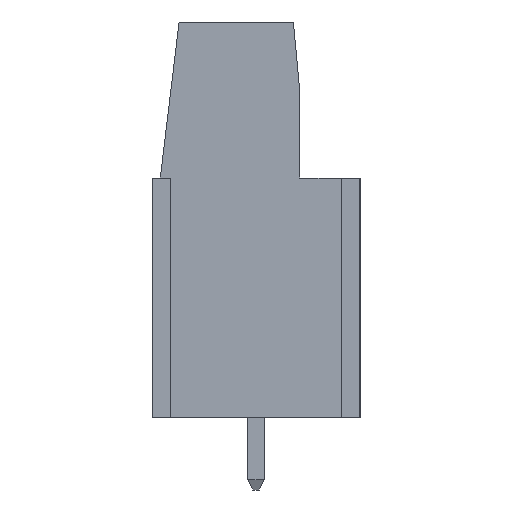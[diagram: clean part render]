
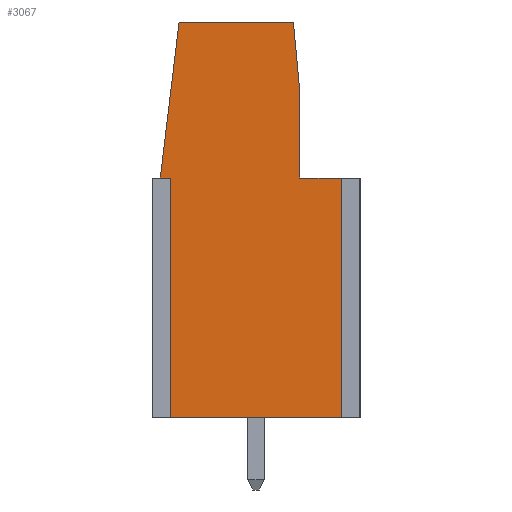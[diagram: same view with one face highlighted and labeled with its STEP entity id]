
A CAD part, left-side view. The second image highlights one B-rep face of the part: STEP entity #3067.
In plain terms, the highlighted planar face has unit normal (-1, 0, 0).
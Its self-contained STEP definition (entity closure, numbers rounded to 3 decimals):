
#72=DIRECTION('',(0.,1.,0.));
#73=VECTOR('',#72,0.3);
#74=CARTESIAN_POINT('',(-20.32,4.3,-7.5));
#75=LINE('',#74,#73);
#76=DIRECTION('',(0.,-0.119,0.993));
#77=VECTOR('',#76,7.554);
#78=CARTESIAN_POINT('',(-20.32,4.6,-7.5));
#79=LINE('',#78,#77);
#80=DIRECTION('',(0.,-1.,0.));
#81=VECTOR('',#80,5.5);
#82=CARTESIAN_POINT('',(-20.32,3.7,0.));
#83=LINE('',#82,#81);
#84=DIRECTION('',(0.,-0.091,-0.996));
#85=VECTOR('',#84,3.314);
#86=CARTESIAN_POINT('',(-20.32,-1.8,0.));
#87=LINE('',#86,#85);
#88=DIRECTION('',(0.,0.,-1.));
#89=VECTOR('',#88,4.2);
#90=CARTESIAN_POINT('',(-20.32,-2.1,-3.3));
#91=LINE('',#90,#89);
#92=DIRECTION('',(0.,-1.,0.));
#93=VECTOR('',#92,2.2);
#94=CARTESIAN_POINT('',(-20.32,-2.1,-7.5));
#95=LINE('',#94,#93);
#96=DIRECTION('',(0.,0.,1.));
#97=VECTOR('',#96,11.5);
#98=CARTESIAN_POINT('',(-20.32,-4.3,-19.));
#99=LINE('',#98,#97);
#100=DIRECTION('',(0.,1.,0.));
#101=VECTOR('',#100,8.6);
#102=CARTESIAN_POINT('',(-20.32,-4.3,-19.));
#103=LINE('',#102,#101);
#104=DIRECTION('',(0.,0.,1.));
#105=VECTOR('',#104,11.5);
#106=CARTESIAN_POINT('',(-20.32,4.3,-19.));
#107=LINE('',#106,#105);
#2332=CARTESIAN_POINT('',(-20.32,3.7,0.));
#2333=CARTESIAN_POINT('',(-20.32,-1.8,0.));
#2334=VERTEX_POINT('',#2332);
#2335=VERTEX_POINT('',#2333);
#2336=CARTESIAN_POINT('',(-20.32,-2.1,-3.3));
#2337=VERTEX_POINT('',#2336);
#2338=CARTESIAN_POINT('',(-20.32,-2.1,-7.5));
#2339=VERTEX_POINT('',#2338);
#2524=CARTESIAN_POINT('',(-20.32,4.3,-7.5));
#2525=CARTESIAN_POINT('',(-20.32,4.6,-7.5));
#2526=VERTEX_POINT('',#2524);
#2527=VERTEX_POINT('',#2525);
#2528=CARTESIAN_POINT('',(-20.32,4.3,-19.));
#2529=VERTEX_POINT('',#2528);
#2530=CARTESIAN_POINT('',(-20.32,-4.3,-19.));
#2531=CARTESIAN_POINT('',(-20.32,-4.3,-7.5));
#2532=VERTEX_POINT('',#2530);
#2533=VERTEX_POINT('',#2531);
#3042=CARTESIAN_POINT('',(-20.32,0.,0.));
#3043=DIRECTION('',(1.,0.,0.));
#3044=DIRECTION('',(0.,0.,-1.));
#3045=AXIS2_PLACEMENT_3D('',#3042,#3043,#3044);
#3046=PLANE('',#3045);
#3048=ORIENTED_EDGE('',*,*,#3047,.T.);
#3050=ORIENTED_EDGE('',*,*,#3049,.T.);
#3052=ORIENTED_EDGE('',*,*,#3051,.T.);
#3054=ORIENTED_EDGE('',*,*,#3053,.T.);
#3056=ORIENTED_EDGE('',*,*,#3055,.T.);
#3058=ORIENTED_EDGE('',*,*,#3057,.T.);
#3060=ORIENTED_EDGE('',*,*,#3059,.F.);
#3062=ORIENTED_EDGE('',*,*,#3061,.T.);
#3064=ORIENTED_EDGE('',*,*,#3063,.T.);
#3065=EDGE_LOOP('',(#3048,#3050,#3052,#3054,#3056,#3058,#3060,#3062,#3064));
#3066=FACE_OUTER_BOUND('',#3065,.F.);
#3067=ADVANCED_FACE('',(#3066),#3046,.F.);
#3047=EDGE_CURVE('',#2526,#2527,#75,.T.);
#3049=EDGE_CURVE('',#2527,#2334,#79,.T.);
#3051=EDGE_CURVE('',#2334,#2335,#83,.T.);
#3053=EDGE_CURVE('',#2335,#2337,#87,.T.);
#3055=EDGE_CURVE('',#2337,#2339,#91,.T.);
#3057=EDGE_CURVE('',#2339,#2533,#95,.T.);
#3059=EDGE_CURVE('',#2532,#2533,#99,.T.);
#3061=EDGE_CURVE('',#2532,#2529,#103,.T.);
#3063=EDGE_CURVE('',#2529,#2526,#107,.T.);
